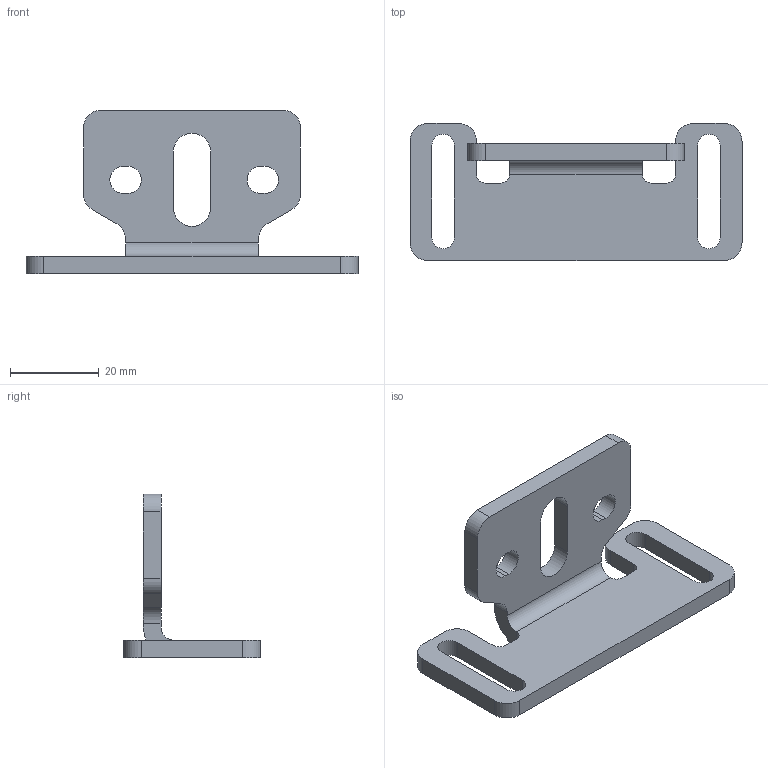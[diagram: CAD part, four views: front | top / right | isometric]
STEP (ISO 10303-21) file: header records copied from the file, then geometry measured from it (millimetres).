
FILE_DESCRIPTION (( 'STEP AP214' ), '1' );
FILE_NAME ('7340023', '2019-02-01T14:36:11', ( '' ), ('JUGARD+KÜNSTNER GmbH'), 'SwSTEP 2.0', 'SolidWorks 2017', '' );
FILE_SCHEMA (( 'AUTOMOTIVE_DESIGN' ));
Length unit declared in the file: millimetre
Products named in the file (1): 7340023_CNAJF00
Bounding box: 75 x 31 x 37 mm (x, y, z)
Volume: 11463.8 mm3; surface area: 7896 mm2
Topology: 1 solids, 1 shells, 60 faces, 172 edges, 114 vertices
Faces by surface type: plane 31, cylinder 29
Entity records: 2032 total; most frequent: DIRECTION 352, CARTESIAN_POINT 347, ORIENTED_EDGE 344, EDGE_CURVE 172, AXIS2_PLACEMENT_3D 119, LINE 114, VERTEX_POINT 114, VECTOR 114
